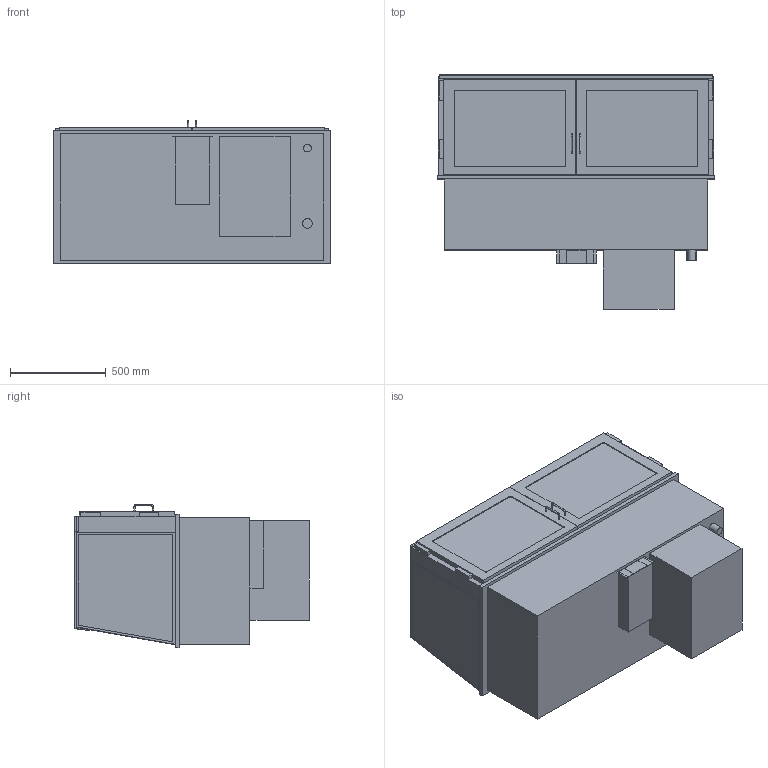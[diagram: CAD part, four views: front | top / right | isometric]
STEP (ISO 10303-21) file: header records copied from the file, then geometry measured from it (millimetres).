
FILE_DESCRIPTION(/* description */ ('vereinfachtes Modell'),/* implementation_level */ '2;1');
FILE_NAME(/* name */ '3D-AKE-00006967.stp',/* time_stamp */ '2025-01-27T15:30:47+01:00',/* author */ ('marina.schachner'),/* organization */ (''),/* preprocessor_version */ 'ST-DEVELOPER v20',/* originating_system */ 'Autodesk Inventor 2024',/* authorisation */ '');
FILE_SCHEMA (('AUTOMOTIVE_DESIGN { 1 0 10303 214 3 1 1 }'));
Length unit declared in the file: millimetre
Products named in the file (1): 3D-AKE-00006967
Bounding box: 1450 x 1225 x 747 mm (x, y, z)
Volume: 248102096 mm3; surface area: 21082303.4 mm2
Topology: 51 solids, 51 shells, 507 faces, 1160 edges, 768 vertices
Faces by surface type: plane 437, cylinder 66, torus 4
Full cylindrical faces by diameter (mm): 8 x6, 40 x1, 50 x1
Entity records: 14096 total; most frequent: CARTESIAN_POINT 2436, ORIENTED_EDGE 2320, DIRECTION 2304, EDGE_CURVE 1160, LINE 1032, VECTOR 1032, VERTEX_POINT 768, AXIS2_PLACEMENT_3D 636
